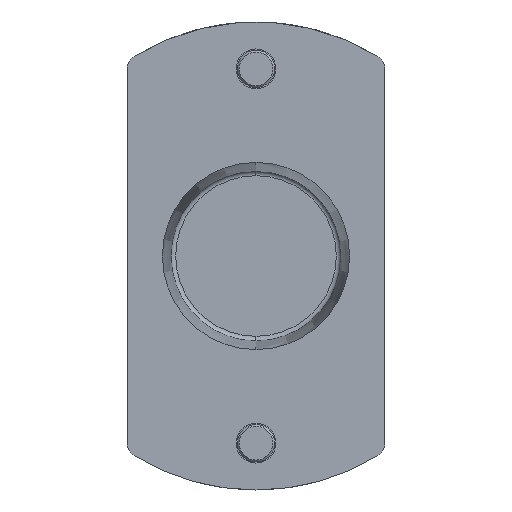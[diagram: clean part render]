
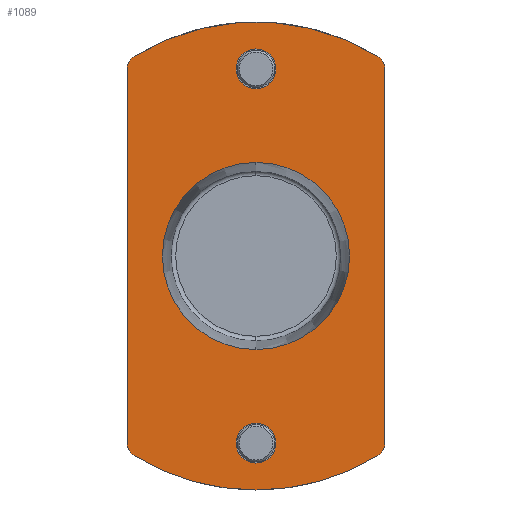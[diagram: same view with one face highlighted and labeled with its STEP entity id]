
A CAD part, front view. The second image highlights one B-rep face of the part: STEP entity #1089.
In plain terms, the highlighted planar face has unit normal (0, -1, 0).
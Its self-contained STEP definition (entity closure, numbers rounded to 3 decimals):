
#77 = CARTESIAN_POINT ( 'NONE',  ( -3.984, -48.916, 46.461 ) ) ;
#133 = AXIS2_PLACEMENT_3D ( 'NONE', #2853, #2369, #5125 ) ;
#152 = VERTEX_POINT ( 'NONE', #425 ) ;
#163 = AXIS2_PLACEMENT_3D ( 'NONE', #665, #2486, #208 ) ;
#208 = DIRECTION ( 'NONE',  ( 0., 0., -1. ) ) ;
#243 = ORIENTED_EDGE ( 'NONE', *, *, #4723, .T. ) ;
#248 = CARTESIAN_POINT ( 'NONE',  ( -28.484, -48.916, 46.57 ) ) ;
#372 = VECTOR ( 'NONE', #6322, 1000. ) ;
#414 = ORIENTED_EDGE ( 'NONE', *, *, #1389, .T. ) ;
#425 = CARTESIAN_POINT ( 'NONE',  ( -30.048, -48.916, -36.208 ) ) ;
#443 = DIRECTION ( 'NONE',  ( 0., -1., 0. ) ) ;
#461 = AXIS2_PLACEMENT_3D ( 'NONE', #4369, #5383, #2513 ) ;
#537 = EDGE_CURVE ( 'NONE', #1204, #5689, #5812, .T. ) ;
#536 = VERTEX_POINT ( 'NONE', #6623 ) ;
#665 = CARTESIAN_POINT ( 'NONE',  ( -3.984, -48.916, 6.461 ) ) ;
#691 = VERTEX_POINT ( 'NONE', #3484 ) ;
#811 = CARTESIAN_POINT ( 'NONE',  ( 20.516, -48.916, -33.648 ) ) ;
#849 = EDGE_LOOP ( 'NONE', ( #3563, #4197 ) ) ;
#877 = EDGE_CURVE ( 'NONE', #152, #4737, #5141, .T. ) ;
#927 = VERTEX_POINT ( 'NONE', #7434 ) ;
#958 = DIRECTION ( 'NONE',  ( 0., 0., -1. ) ) ;
#1012 = CARTESIAN_POINT ( 'NONE',  ( -3.984, -48.916, 6.461 ) ) ;
#1089 = ADVANCED_FACE ( 'NONE', ( #4354, #5537, #5027, #3873 ), #1565, .T. ) ;
#1204 = VERTEX_POINT ( 'NONE', #3968 ) ;
#1302 = CARTESIAN_POINT ( 'NONE',  ( -31.484, -48.916, -33.648 ) ) ;
#1389 = EDGE_CURVE ( 'NONE', #927, #6431, #6495, .T. ) ;
#1436 = ORIENTED_EDGE ( 'NONE', *, *, #4534, .F. ) ;
#1565 = PLANE ( 'NONE',  #5245 ) ;
#1582 = ORIENTED_EDGE ( 'NONE', *, *, #3746, .T. ) ;
#1609 = CARTESIAN_POINT ( 'NONE',  ( -3.984, -48.916, 6.461 ) ) ;
#1711 = AXIS2_PLACEMENT_3D ( 'NONE', #248, #5522, #1982 ) ;
#1764 = VERTEX_POINT ( 'NONE', #5340 ) ;
#1819 = EDGE_LOOP ( 'NONE', ( #1582, #3677 ) ) ;
#1945 = CIRCLE ( 'NONE', #461, 3. ) ;
#1948 = EDGE_LOOP ( 'NONE', ( #243, #3219 ) ) ;
#1982 = DIRECTION ( 'NONE',  ( 0., 0., -1. ) ) ;
#2014 = DIRECTION ( 'NONE',  ( 0., 0., -1. ) ) ;
#2369 = DIRECTION ( 'NONE',  ( 0., 1., 0. ) ) ;
#2434 = DIRECTION ( 'NONE',  ( 0., 1., 0. ) ) ;
#2467 = CARTESIAN_POINT ( 'NONE',  ( -3.984, -48.916, 42.211 ) ) ;
#2486 = DIRECTION ( 'NONE',  ( 0., -1., 0. ) ) ;
#2496 = AXIS2_PLACEMENT_3D ( 'NONE', #7144, #3539, #7558 ) ;
#2513 = DIRECTION ( 'NONE',  ( 0., 0., -1. ) ) ;
#2676 = EDGE_CURVE ( 'NONE', #4737, #1764, #4624, .T. ) ;
#2728 = CIRCLE ( 'NONE', #2496, 50. ) ;
#2824 = DIRECTION ( 'NONE',  ( 0., -1., 0. ) ) ;
#2851 = CIRCLE ( 'NONE', #7139, 3. ) ;
#2853 = CARTESIAN_POINT ( 'NONE',  ( -3.984, -48.916, 46.461 ) ) ;
#2900 = DIRECTION ( 'NONE',  ( 0., 0., -1. ) ) ;
#2951 = CIRCLE ( 'NONE', #6141, 3. ) ;
#2959 = CIRCLE ( 'NONE', #133, 4.25 ) ;
#2988 = DIRECTION ( 'NONE',  ( 0., -1., 0. ) ) ;
#3011 = ORIENTED_EDGE ( 'NONE', *, *, #5247, .F. ) ;
#3012 = ORIENTED_EDGE ( 'NONE', *, *, #6654, .T. ) ;
#3014 = EDGE_CURVE ( 'NONE', #3995, #152, #1945, .T. ) ;
#3028 = ORIENTED_EDGE ( 'NONE', *, *, #2676, .T. ) ;
#3187 = DIRECTION ( 'NONE',  ( 0., 0., 1. ) ) ;
#3219 = ORIENTED_EDGE ( 'NONE', *, *, #6839, .T. ) ;
#3353 = CARTESIAN_POINT ( 'NONE',  ( -3.984, -48.916, -37.789 ) ) ;
#3484 = CARTESIAN_POINT ( 'NONE',  ( 22.08, -48.916, 49.13 ) ) ;
#3539 = DIRECTION ( 'NONE',  ( 0., -1., 0. ) ) ;
#3555 = AXIS2_PLACEMENT_3D ( 'NONE', #1012, #7503, #7360 ) ;
#3562 = ORIENTED_EDGE ( 'NONE', *, *, #877, .T. ) ;
#3563 = ORIENTED_EDGE ( 'NONE', *, *, #537, .F. ) ;
#3619 = CARTESIAN_POINT ( 'NONE',  ( -31.484, -48.916, 46.57 ) ) ;
#3677 = ORIENTED_EDGE ( 'NONE', *, *, #7347, .T. ) ;
#3746 = EDGE_CURVE ( 'NONE', #4037, #7471, #2959, .T. ) ;
#3873 = FACE_BOUND ( 'NONE', #1819, .T. ) ;
#3927 = CARTESIAN_POINT ( 'NONE',  ( -31.484, -48.916, -48.539 ) ) ;
#3968 = CARTESIAN_POINT ( 'NONE',  ( -3.984, -48.916, -13.539 ) ) ;
#3992 = AXIS2_PLACEMENT_3D ( 'NONE', #5282, #5320, #6340 ) ;
#3995 = VERTEX_POINT ( 'NONE', #1302 ) ;
#4037 = VERTEX_POINT ( 'NONE', #2467 ) ;
#4082 = ORIENTED_EDGE ( 'NONE', *, *, #6393, .T. ) ;
#4185 = VERTEX_POINT ( 'NONE', #6761 ) ;
#4188 = CARTESIAN_POINT ( 'NONE',  ( 20.516, -48.916, 46.57 ) ) ;
#4197 = ORIENTED_EDGE ( 'NONE', *, *, #4869, .F. ) ;
#4354 = FACE_BOUND ( 'NONE', #1948, .T. ) ;
#4369 = CARTESIAN_POINT ( 'NONE',  ( -28.484, -48.916, -33.648 ) ) ;
#4503 = VECTOR ( 'NONE', #2014, 1000. ) ;
#4534 = EDGE_CURVE ( 'NONE', #3995, #6431, #5767, .T. ) ;
#4566 = CARTESIAN_POINT ( 'NONE',  ( -3.984, -48.916, 6.461 ) ) ;
#4617 = CARTESIAN_POINT ( 'NONE',  ( -3.984, -48.916, 26.461 ) ) ;
#4624 = CIRCLE ( 'NONE', #7327, 50. ) ;
#4633 = EDGE_CURVE ( 'NONE', #6093, #691, #2951, .T. ) ;
#4654 = EDGE_LOOP ( 'NONE', ( #1436, #6478, #3562, #3028, #3012, #3011, #6628, #4082, #414 ) ) ;
#4723 = EDGE_CURVE ( 'NONE', #5366, #4185, #5787, .T. ) ;
#4737 = VERTEX_POINT ( 'NONE', #4961 ) ;
#4817 = CIRCLE ( 'NONE', #4952, 4.25 ) ;
#4869 = EDGE_CURVE ( 'NONE', #5689, #1204, #4981, .T. ) ;
#4921 = CARTESIAN_POINT ( 'NONE',  ( -3.984, -48.916, -33.539 ) ) ;
#4952 = AXIS2_PLACEMENT_3D ( 'NONE', #4921, #2434, #5378 ) ;
#4954 = CARTESIAN_POINT ( 'NONE',  ( 23.516, -48.916, 46.57 ) ) ;
#4961 = CARTESIAN_POINT ( 'NONE',  ( -3.984, -48.916, -43.539 ) ) ;
#4981 = CIRCLE ( 'NONE', #3992, 20. ) ;
#4991 = DIRECTION ( 'NONE',  ( 0., 1., 0. ) ) ;
#5027 = FACE_OUTER_BOUND ( 'NONE', #4654, .T. ) ;
#5040 = LINE ( 'NONE', #6814, #4503 ) ;
#5086 = CARTESIAN_POINT ( 'NONE',  ( -3.984, -48.916, 50.711 ) ) ;
#5125 = DIRECTION ( 'NONE',  ( 0., 0., 1. ) ) ;
#5141 = CIRCLE ( 'NONE', #3555, 50. ) ;
#5245 = AXIS2_PLACEMENT_3D ( 'NONE', #1609, #443, #958 ) ;
#5247 = EDGE_CURVE ( 'NONE', #6093, #536, #5040, .T. ) ;
#5282 = CARTESIAN_POINT ( 'NONE',  ( -3.984, -48.916, 6.461 ) ) ;
#5320 = DIRECTION ( 'NONE',  ( 0., -1., 0. ) ) ;
#5340 = CARTESIAN_POINT ( 'NONE',  ( 22.08, -48.916, -36.208 ) ) ;
#5366 = VERTEX_POINT ( 'NONE', #3353 ) ;
#5378 = DIRECTION ( 'NONE',  ( 0., 0., 1. ) ) ;
#5383 = DIRECTION ( 'NONE',  ( 0., -1., 0. ) ) ;
#5391 = AXIS2_PLACEMENT_3D ( 'NONE', #77, #7046, #7008 ) ;
#5498 = DIRECTION ( 'NONE',  ( 0., -1., 0. ) ) ;
#5522 = DIRECTION ( 'NONE',  ( 0., -1., 0. ) ) ;
#5537 = FACE_BOUND ( 'NONE', #849, .T. ) ;
#5689 = VERTEX_POINT ( 'NONE', #4617 ) ;
#5767 = LINE ( 'NONE', #3927, #372 ) ;
#5787 = CIRCLE ( 'NONE', #6148, 4.25 ) ;
#5812 = CIRCLE ( 'NONE', #163, 20. ) ;
#6093 = VERTEX_POINT ( 'NONE', #4954 ) ;
#6141 = AXIS2_PLACEMENT_3D ( 'NONE', #4188, #2988, #6596 ) ;
#6148 = AXIS2_PLACEMENT_3D ( 'NONE', #7305, #4991, #3187 ) ;
#6322 = DIRECTION ( 'NONE',  ( 0., 0., 1. ) ) ;
#6340 = DIRECTION ( 'NONE',  ( 0., 0., -1. ) ) ;
#6393 = EDGE_CURVE ( 'NONE', #691, #927, #2728, .T. ) ;
#6431 = VERTEX_POINT ( 'NONE', #3619 ) ;
#6478 = ORIENTED_EDGE ( 'NONE', *, *, #3014, .T. ) ;
#6495 = CIRCLE ( 'NONE', #1711, 3. ) ;
#6596 = DIRECTION ( 'NONE',  ( 0., 0., -1. ) ) ;
#6623 = CARTESIAN_POINT ( 'NONE',  ( 23.516, -48.916, -33.648 ) ) ;
#6628 = ORIENTED_EDGE ( 'NONE', *, *, #4633, .T. ) ;
#6654 = EDGE_CURVE ( 'NONE', #1764, #536, #2851, .T. ) ;
#6761 = CARTESIAN_POINT ( 'NONE',  ( -3.984, -48.916, -29.289 ) ) ;
#6814 = CARTESIAN_POINT ( 'NONE',  ( 23.516, -48.916, -48.539 ) ) ;
#6839 = EDGE_CURVE ( 'NONE', #4185, #5366, #4817, .T. ) ;
#7008 = DIRECTION ( 'NONE',  ( 0., 0., 1. ) ) ;
#7046 = DIRECTION ( 'NONE',  ( 0., 1., 0. ) ) ;
#7095 = CIRCLE ( 'NONE', #5391, 4.25 ) ;
#7139 = AXIS2_PLACEMENT_3D ( 'NONE', #811, #5498, #7269 ) ;
#7144 = CARTESIAN_POINT ( 'NONE',  ( -3.984, -48.916, 6.461 ) ) ;
#7269 = DIRECTION ( 'NONE',  ( 0., 0., -1. ) ) ;
#7305 = CARTESIAN_POINT ( 'NONE',  ( -3.984, -48.916, -33.539 ) ) ;
#7327 = AXIS2_PLACEMENT_3D ( 'NONE', #4566, #2824, #2900 ) ;
#7347 = EDGE_CURVE ( 'NONE', #7471, #4037, #7095, .T. ) ;
#7360 = DIRECTION ( 'NONE',  ( 0., 0., -1. ) ) ;
#7434 = CARTESIAN_POINT ( 'NONE',  ( -30.048, -48.916, 49.13 ) ) ;
#7471 = VERTEX_POINT ( 'NONE', #5086 ) ;
#7503 = DIRECTION ( 'NONE',  ( 0., -1., 0. ) ) ;
#7558 = DIRECTION ( 'NONE',  ( 0., 0., -1. ) ) ;
